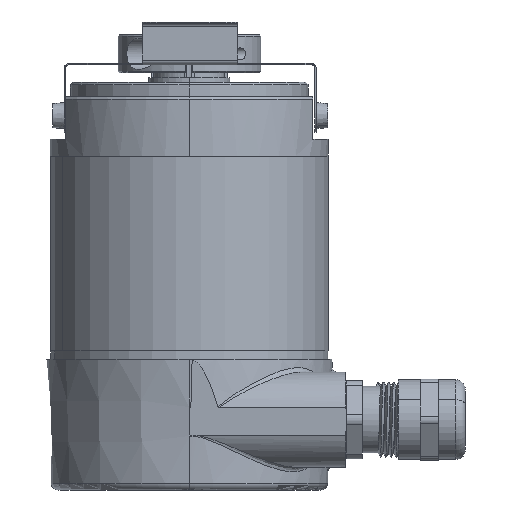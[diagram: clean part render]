
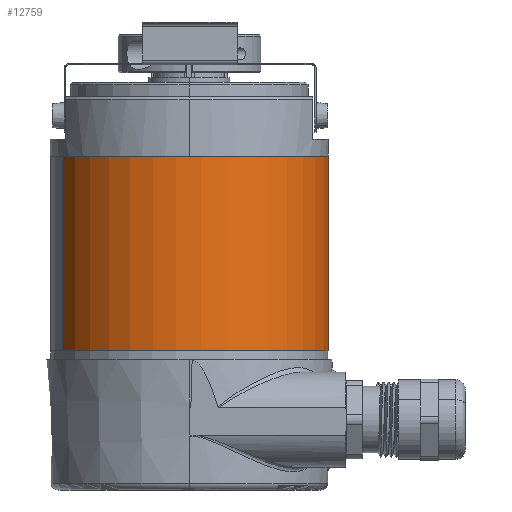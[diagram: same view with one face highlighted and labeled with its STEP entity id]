
A CAD part, left-side view. The second image highlights one B-rep face of the part: STEP entity #12759.
In plain terms, the highlighted cylindrical face has radius 29.3 mm (diameter 58.6 mm), a partial arc.
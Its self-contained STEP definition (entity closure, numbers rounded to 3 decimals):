
#545 = VECTOR ( 'NONE', #19084, 1000. ) ;
#1199 = VERTEX_POINT ( 'NONE', #5563 ) ;
#1368 = ORIENTED_EDGE ( 'NONE', *, *, #13114, .T. ) ;
#1707 = ORIENTED_EDGE ( 'NONE', *, *, #23454, .T. ) ;
#2499 = CARTESIAN_POINT ( 'NONE',  ( 0., 0., -15.5 ) ) ;
#2597 = CARTESIAN_POINT ( 'NONE',  ( -12.235, 26.623, -15.5 ) ) ;
#2683 = DIRECTION ( 'NONE',  ( 0., 0., -1. ) ) ;
#2743 = CARTESIAN_POINT ( 'NONE',  ( -12.235, 26.623, -56.5 ) ) ;
#2805 = LINE ( 'NONE', #17277, #21921 ) ;
#3085 = AXIS2_PLACEMENT_3D ( 'NONE', #12909, #20022, #26132 ) ;
#3294 = EDGE_LOOP ( 'NONE', ( #21114, #1707, #1368, #17670 ) ) ;
#4014 = DIRECTION ( 'NONE',  ( 0., 0., 1. ) ) ;
#4740 = VERTEX_POINT ( 'NONE', #16157 ) ;
#5563 = CARTESIAN_POINT ( 'NONE',  ( 12.235, -26.623, -56.5 ) ) ;
#6658 = DIRECTION ( 'NONE',  ( -0.418, 0.909, 0. ) ) ;
#8798 = LINE ( 'NONE', #2597, #545 ) ;
#9350 = VERTEX_POINT ( 'NONE', #17287 ) ;
#9534 = AXIS2_PLACEMENT_3D ( 'NONE', #22524, #4014, #24024 ) ;
#10388 = AXIS2_PLACEMENT_3D ( 'NONE', #2499, #18839, #6658 ) ;
#11637 = CYLINDRICAL_SURFACE ( 'NONE', #3085, 29.3 ) ;
#12759 = ADVANCED_FACE ( 'NONE', ( #13171 ), #11637, .T. ) ;
#12909 = CARTESIAN_POINT ( 'NONE',  ( 0., 0., -15.5 ) ) ;
#13114 = EDGE_CURVE ( 'NONE', #18462, #1199, #15643, .T. ) ;
#13171 = FACE_OUTER_BOUND ( 'NONE', #3294, .T. ) ;
#15643 = CIRCLE ( 'NONE', #9534, 29.3 ) ;
#16157 = CARTESIAN_POINT ( 'NONE',  ( 12.235, -26.623, -15.5 ) ) ;
#16766 = EDGE_CURVE ( 'NONE', #4740, #1199, #2805, .T. ) ;
#17277 = CARTESIAN_POINT ( 'NONE',  ( 12.235, -26.623, -15.5 ) ) ;
#17287 = CARTESIAN_POINT ( 'NONE',  ( -12.235, 26.623, -15.5 ) ) ;
#17334 = CIRCLE ( 'NONE', #10388, 29.3 ) ;
#17670 = ORIENTED_EDGE ( 'NONE', *, *, #16766, .F. ) ;
#18462 = VERTEX_POINT ( 'NONE', #2743 ) ;
#18839 = DIRECTION ( 'NONE',  ( 0., 0., 1. ) ) ;
#19084 = DIRECTION ( 'NONE',  ( 0., 0., -1. ) ) ;
#20022 = DIRECTION ( 'NONE',  ( 0., 0., -1. ) ) ;
#21114 = ORIENTED_EDGE ( 'NONE', *, *, #22973, .F. ) ;
#21921 = VECTOR ( 'NONE', #2683, 1000. ) ;
#22524 = CARTESIAN_POINT ( 'NONE',  ( 0., 0., -56.5 ) ) ;
#22973 = EDGE_CURVE ( 'NONE', #9350, #4740, #17334, .T. ) ;
#23454 = EDGE_CURVE ( 'NONE', #9350, #18462, #8798, .T. ) ;
#24024 = DIRECTION ( 'NONE',  ( -0.418, 0.909, 0. ) ) ;
#26132 = DIRECTION ( 'NONE',  ( 0.418, -0.909, 0. ) ) ;
